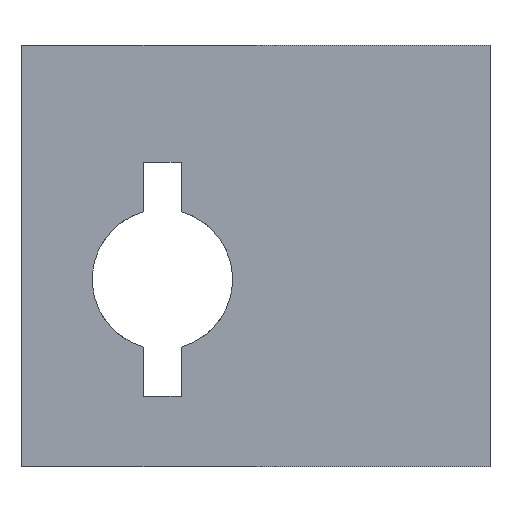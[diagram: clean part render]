
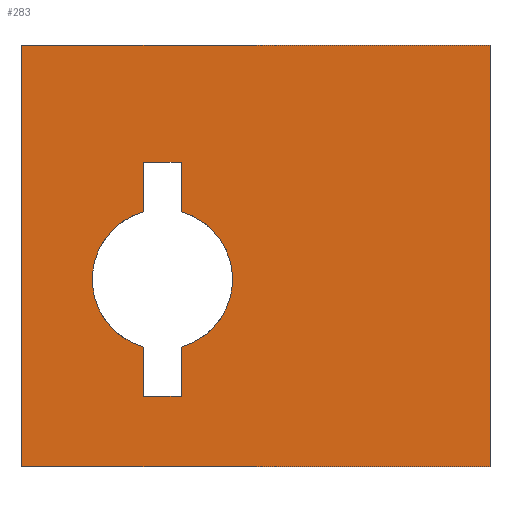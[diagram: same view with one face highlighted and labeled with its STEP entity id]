
A CAD part, front view. The second image highlights one B-rep face of the part: STEP entity #283.
In plain terms, the highlighted planar face has unit normal (0, -1, 0).
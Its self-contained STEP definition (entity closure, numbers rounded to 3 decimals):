
#1=DIRECTION('',(1.,0.,0.));
#2=VECTOR('',#1,100.);
#3=CARTESIAN_POINT('',(0.,0.,0.));
#4=LINE('',#3,#2);
#17=DIRECTION('',(0.,0.,1.));
#18=VECTOR('',#17,90.);
#19=CARTESIAN_POINT('',(0.,0.,0.));
#20=LINE('',#19,#18);
#21=DIRECTION('',(0.,0.,-1.));
#22=VECTOR('',#21,10.543);
#23=CARTESIAN_POINT('',(26.,0.,65.));
#24=LINE('',#23,#22);
#25=DIRECTION('',(0.,0.,-1.));
#26=VECTOR('',#25,10.543);
#27=CARTESIAN_POINT('',(26.,0.,25.543));
#28=LINE('',#27,#26);
#29=DIRECTION('',(1.,0.,0.));
#30=VECTOR('',#29,8.);
#31=CARTESIAN_POINT('',(26.,0.,15.));
#32=LINE('',#31,#30);
#33=DIRECTION('',(0.,0.,1.));
#34=VECTOR('',#33,10.543);
#35=CARTESIAN_POINT('',(34.,0.,15.));
#36=LINE('',#35,#34);
#37=DIRECTION('',(0.,0.,1.));
#38=VECTOR('',#37,10.543);
#39=CARTESIAN_POINT('',(34.,0.,54.457));
#40=LINE('',#39,#38);
#41=DIRECTION('',(-1.,0.,0.));
#42=VECTOR('',#41,8.);
#43=CARTESIAN_POINT('',(34.,0.,65.));
#44=LINE('',#43,#42);
#77=DIRECTION('',(0.,0.,1.));
#78=VECTOR('',#77,90.);
#79=CARTESIAN_POINT('',(100.,0.,0.));
#80=LINE('',#79,#78);
#81=DIRECTION('',(1.,0.,0.));
#82=VECTOR('',#81,100.);
#83=CARTESIAN_POINT('',(0.,0.,90.));
#84=LINE('',#83,#82);
#141=CARTESIAN_POINT('',(30.,0.,40.));
#142=DIRECTION('',(0.,1.,0.));
#143=DIRECTION('',(-0.267,0.,-0.964));
#144=AXIS2_PLACEMENT_3D('',#141,#142,#143);
#150=CARTESIAN_POINT('',(30.,0.,40.));
#151=DIRECTION('',(0.,1.,0.));
#152=DIRECTION('',(0.267,0.,0.964));
#153=AXIS2_PLACEMENT_3D('',#150,#151,#152);
#187=CARTESIAN_POINT('',(0.,0.,0.));
#188=CARTESIAN_POINT('',(100.,0.,0.));
#189=VERTEX_POINT('',#187);
#190=VERTEX_POINT('',#188);
#195=CARTESIAN_POINT('',(0.,0.,90.));
#196=CARTESIAN_POINT('',(100.,0.,90.));
#197=VERTEX_POINT('',#195);
#198=VERTEX_POINT('',#196);
#203=CARTESIAN_POINT('',(26.,0.,65.));
#204=CARTESIAN_POINT('',(26.,0.,54.457));
#205=VERTEX_POINT('',#203);
#206=VERTEX_POINT('',#204);
#207=CARTESIAN_POINT('',(26.,0.,25.543));
#208=CARTESIAN_POINT('',(26.,0.,15.));
#209=VERTEX_POINT('',#207);
#210=VERTEX_POINT('',#208);
#211=CARTESIAN_POINT('',(34.,0.,15.));
#212=VERTEX_POINT('',#211);
#213=CARTESIAN_POINT('',(34.,0.,25.543));
#214=VERTEX_POINT('',#213);
#215=CARTESIAN_POINT('',(34.,0.,54.457));
#216=CARTESIAN_POINT('',(34.,0.,65.));
#217=VERTEX_POINT('',#215);
#218=VERTEX_POINT('',#216);
#251=CARTESIAN_POINT('',(0.,0.,0.));
#252=DIRECTION('',(0.,-1.,0.));
#253=DIRECTION('',(1.,0.,0.));
#254=AXIS2_PLACEMENT_3D('',#251,#252,#253);
#255=PLANE('',#254);
#256=ORIENTED_EDGE('',*,*,#240,.F.);
#258=ORIENTED_EDGE('',*,*,#257,.T.);
#260=ORIENTED_EDGE('',*,*,#259,.T.);
#262=ORIENTED_EDGE('',*,*,#261,.F.);
#263=EDGE_LOOP('',(#256,#258,#260,#262));
#264=FACE_OUTER_BOUND('',#263,.F.);
#266=ORIENTED_EDGE('',*,*,#265,.T.);
#268=ORIENTED_EDGE('',*,*,#267,.F.);
#270=ORIENTED_EDGE('',*,*,#269,.T.);
#272=ORIENTED_EDGE('',*,*,#271,.T.);
#274=ORIENTED_EDGE('',*,*,#273,.T.);
#276=ORIENTED_EDGE('',*,*,#275,.F.);
#278=ORIENTED_EDGE('',*,*,#277,.T.);
#280=ORIENTED_EDGE('',*,*,#279,.T.);
#281=EDGE_LOOP('',(#266,#268,#270,#272,#274,#276,#278,#280));
#282=FACE_BOUND('',#281,.F.);
#283=ADVANCED_FACE('',(#264,#282),#255,.T.);
#145=CIRCLE('',#144,15.);
#154=CIRCLE('',#153,15.);
#240=EDGE_CURVE('',#189,#190,#4,.T.);
#257=EDGE_CURVE('',#189,#197,#20,.T.);
#259=EDGE_CURVE('',#197,#198,#84,.T.);
#261=EDGE_CURVE('',#190,#198,#80,.T.);
#265=EDGE_CURVE('',#205,#206,#24,.T.);
#267=EDGE_CURVE('',#209,#206,#145,.T.);
#269=EDGE_CURVE('',#209,#210,#28,.T.);
#271=EDGE_CURVE('',#210,#212,#32,.T.);
#273=EDGE_CURVE('',#212,#214,#36,.T.);
#275=EDGE_CURVE('',#217,#214,#154,.T.);
#277=EDGE_CURVE('',#217,#218,#40,.T.);
#279=EDGE_CURVE('',#218,#205,#44,.T.);
